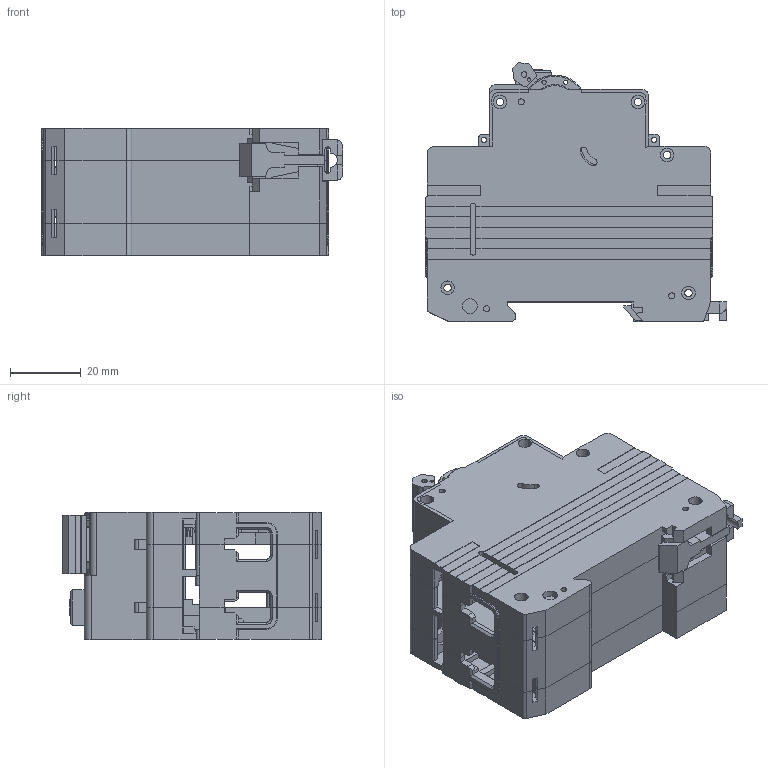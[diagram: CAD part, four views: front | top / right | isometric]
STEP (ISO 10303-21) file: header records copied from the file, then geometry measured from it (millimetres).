
FILE_DESCRIPTION (( 'STEP AP214' ), '1' );
FILE_NAME ('Îáùèé âèä (äëÿ îçíàêîìëåíèÿ).STEP', '2013-10-18T07:41:36', ( 'admin' ), ( 'KEAZ' ), 'SwSTEP 2.0', 'SolidWorks 2007', '' );
FILE_SCHEMA (( 'AUTOMOTIVE_DESIGN' ));
Length unit declared in the file: millimetre
Products named in the file (7): Îáùèé âèä (äëÿ îçíàêîìëåíèÿ); Êîðïóñ äëÿ îçíàêîìëåíèÿ_Ïî óìîë÷àíèþ; Áîêîâèíà  ïðàâàÿ_Ïî óìîë÷àíèþ; Íîâ ðó÷ ÃÆÈÊ.753725.009_Ïî óìîë÷àíèþ; êíîïêà_ÃÆÈÊ.753313.004_Ïî óìîë÷àíèþ; Áîêîâèíà ëåâàÿ; äëÿ ñáîðîê1_äëÿ ñáîðêè
Assembly tree (6 placements, depth 2):
  Îáùèé âèä (äëÿ îçíàêîìëåíèÿ)
    äëÿ ñáîðîê1_äëÿ ñáîðêè
    Íîâ ðó÷ ÃÆÈÊ.753725.009_Ïî óìîë÷àíèþ
    Áîêîâèíà  ïðàâàÿ_Ïî óìîë÷àíèþ
    Áîêîâèíà ëåâàÿ
    êíîïêà_ÃÆÈÊ.753313.004_Ïî óìîë÷àíèþ
    Êîðïóñ äëÿ îçíàêîìëåíèÿ_Ïî óìîë÷àíèþ
Bounding box: 85.1 x 73.14 x 36 mm (x, y, z)
Volume: 29191.3 mm3; surface area: 61517.1 mm2
Topology: 5 solids, 7 shells, 2374 faces, 6610 edges, 4331 vertices
Faces by surface type: plane 1615, cylinder 681, cone 59, torus 14, bspline 3, sphere 2
Entity records: 76910 total; most frequent: CARTESIAN_POINT 13549, ORIENTED_EDGE 13204, DIRECTION 12842, EDGE_CURVE 6608, VECTOR 5036, LINE 5036, VERTEX_POINT 4331, AXIS2_PLACEMENT_3D 3903
